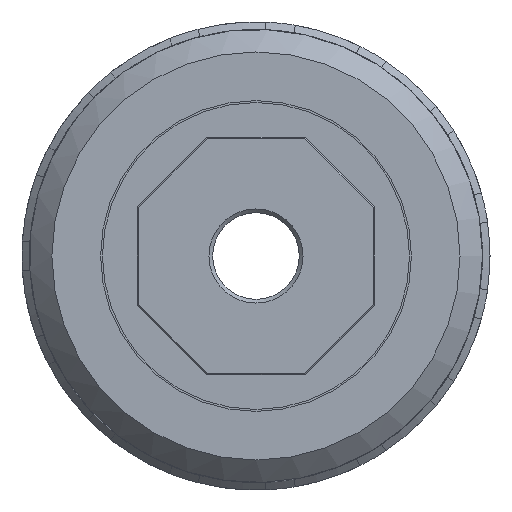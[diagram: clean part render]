
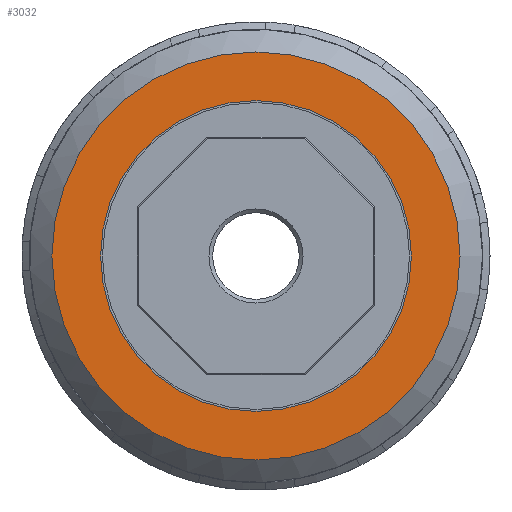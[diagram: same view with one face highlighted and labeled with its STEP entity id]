
A CAD part, front view. The second image highlights one B-rep face of the part: STEP entity #3032.
In plain terms, the highlighted face is planar.
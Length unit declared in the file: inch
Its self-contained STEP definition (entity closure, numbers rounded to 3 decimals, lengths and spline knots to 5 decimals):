
#3001=CARTESIAN_POINT('',(5.07522,-1.55522,26.04291));
#3002=VERTEX_POINT('',#3001);
#3003=CARTESIAN_POINT('',(2.35022,-1.55522,26.04291));
#3004=DIRECTION('',(0.0,0.0,-1.0));
#3005=DIRECTION('',(-1.0,0.0,0.0));
#3006=AXIS2_PLACEMENT_3D('',#3003,#3004,#3005);
#3007=CIRCLE('',#3006,2.725);
#3008=EDGE_CURVE('',#3002,#3002,#3007,.T.);
#3013=CARTESIAN_POINT('',(-0.04978,-1.55522,26.04291));
#3014=DIRECTION('',(0.0,0.0,1.0));
#3015=DIRECTION('',(1.0,0.0,0.0));
#3016=AXIS2_PLACEMENT_3D('',#3013,#3014,#3015);
#3017=PLANE('',#3016);
#3018=ORIENTED_EDGE('',*,*,#3008,.F.);
#3019=EDGE_LOOP('',(#3018));
#3020=FACE_OUTER_BOUND('',#3019,.T.);
#3021=CARTESIAN_POINT('',(4.42522,-1.55522,26.04291));
#3022=VERTEX_POINT('',#3021);
#3023=CARTESIAN_POINT('',(2.35022,-1.55522,26.04291));
#3024=DIRECTION('',(0.0,0.0,-1.0));
#3025=DIRECTION('',(-1.0,0.0,0.0));
#3026=AXIS2_PLACEMENT_3D('',#3023,#3024,#3025);
#3027=CIRCLE('',#3026,2.075);
#3028=EDGE_CURVE('',#3022,#3022,#3027,.T.);
#3029=ORIENTED_EDGE('',*,*,#3028,.T.);
#3030=EDGE_LOOP('',(#3029));
#3031=FACE_BOUND('',#3030,.T.);
#3032=ADVANCED_FACE('',(#3020,#3031),#3017,.T.);
